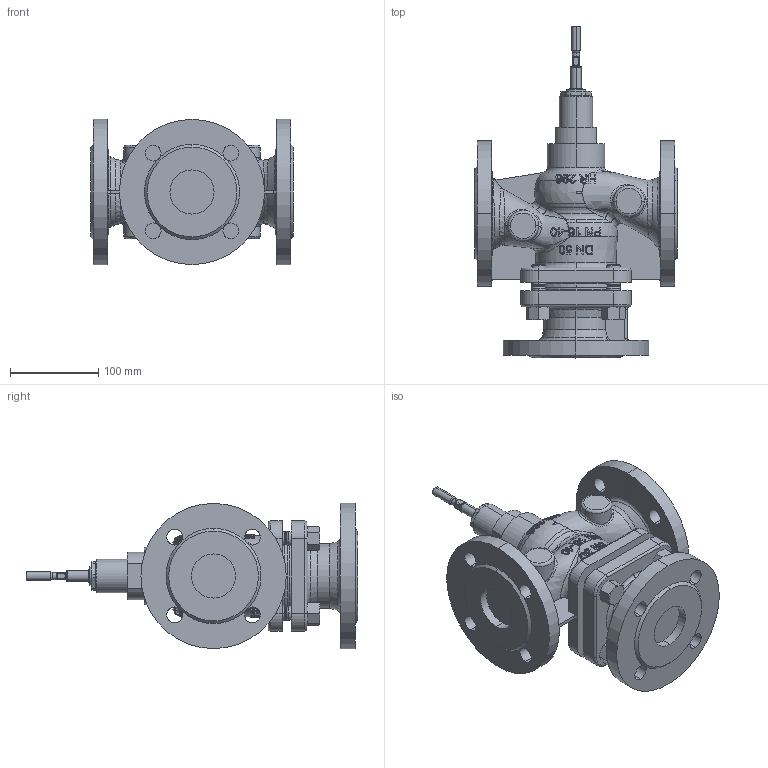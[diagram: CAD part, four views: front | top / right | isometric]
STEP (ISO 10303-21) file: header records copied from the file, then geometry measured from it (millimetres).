
FILE_DESCRIPTION (( 'STEP AP214' ), '1' );
FILE_NAME ('BR325 DN50 XXX PN16-40 for MC_STEP (Defeature).STEP', '2015-02-27T16:15:39', ( 'tdietz' ), ( '' ), 'SwSTEP 2.0', 'SolidWorks 2014', '' );
FILE_SCHEMA (( 'AUTOMOTIVE_DESIGN' ));
Length unit declared in the file: millimetre
Products named in the file (1): BR325 DN50 XXX PN16-40 for MC_STEP (Defeature)
Bounding box: 230 x 377 x 165 mm (x, y, z)
Volume: 3277915.2 mm3; surface area: 309114.2 mm2
Topology: 1 solids, 1 shells, 934 faces, 2533 edges, 1640 vertices
Faces by surface type: bspline 277, plane 273, cylinder 138, cone 126, torus 92, sphere 28
Entity records: 160744 total; most frequent: CARTESIAN_POINT 137430, ORIENTED_EDGE 5004, DIRECTION 3424, EDGE_CURVE 2502, VERTEX_POINT 1620, AXIS2_PLACEMENT_3D 1388, B_SPLINE_CURVE_WITH_KNOTS 1098, EDGE_LOOP 1012
